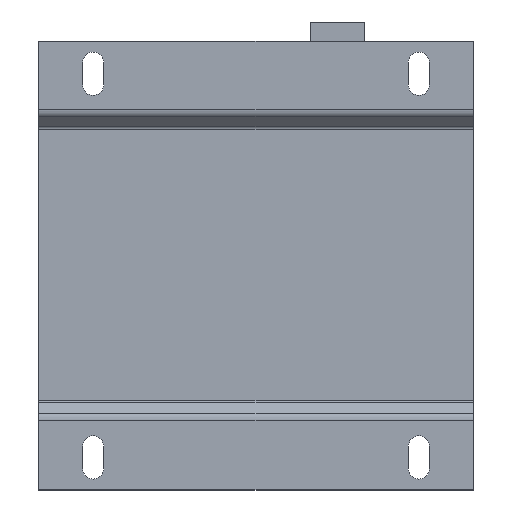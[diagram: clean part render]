
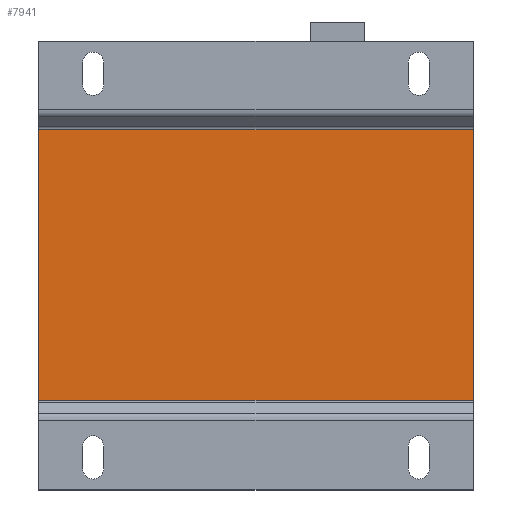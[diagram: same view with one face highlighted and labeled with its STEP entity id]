
A CAD part, front view. The second image highlights one B-rep face of the part: STEP entity #7941.
In plain terms, the highlighted planar face has unit normal (0, -1, 0).
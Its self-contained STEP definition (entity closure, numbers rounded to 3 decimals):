
#222 = DIRECTION ( 'NONE',  ( 0., 0., 1. ) ) ;
#451 = EDGE_LOOP ( 'NONE', ( #2141, #1427, #5228, #4890 ) ) ;
#807 = VERTEX_POINT ( 'NONE', #904 ) ;
#904 = CARTESIAN_POINT ( 'NONE',  ( -60., -51.5, 37.594 ) ) ;
#1427 = ORIENTED_EDGE ( 'NONE', *, *, #5913, .F. ) ;
#1452 = CARTESIAN_POINT ( 'NONE',  ( 0., -51.5, 37.594 ) ) ;
#1948 = VECTOR ( 'NONE', #5635, 1000. ) ;
#1960 = CARTESIAN_POINT ( 'NONE',  ( 60., -51.5, -62. ) ) ;
#2141 = ORIENTED_EDGE ( 'NONE', *, *, #6673, .F. ) ;
#2242 = LINE ( 'NONE', #3113, #1948 ) ;
#2757 = CARTESIAN_POINT ( 'NONE',  ( -60., -51.5, -62. ) ) ;
#2813 = AXIS2_PLACEMENT_3D ( 'NONE', #5902, #7197, #222 ) ;
#3052 = VERTEX_POINT ( 'NONE', #3860 ) ;
#3113 = CARTESIAN_POINT ( 'NONE',  ( 0., -51.5, -37.234 ) ) ;
#3261 = EDGE_CURVE ( 'Defeature ausgef�hrt1_78+Defeature ausgef�hrt1_75+Defeature ausgef�hrt1_56+Defeature ausgef�hrt1_69', #3052, #807, #5128, .T. ) ;
#3528 = CARTESIAN_POINT ( 'NONE',  ( 60., -51.5, 37.594 ) ) ;
#3860 = CARTESIAN_POINT ( 'NONE',  ( -60., -51.5, -37.234 ) ) ;
#4563 = DIRECTION ( 'NONE',  ( -1., 0., 0. ) ) ;
#4890 = ORIENTED_EDGE ( 'NONE', *, *, #3261, .F. ) ;
#5128 = LINE ( 'NONE', #2757, #5409 ) ;
#5228 = ORIENTED_EDGE ( 'NONE', *, *, #8012, .T. ) ;
#5334 = DIRECTION ( 'NONE',  ( 0., 0., 1. ) ) ;
#5409 = VECTOR ( 'NONE', #5334, 1000. ) ;
#5573 = VERTEX_POINT ( 'NONE', #3528 ) ;
#5635 = DIRECTION ( 'NONE',  ( -1., 0., 0. ) ) ;
#5902 = CARTESIAN_POINT ( 'NONE',  ( 0., -51.5, 0. ) ) ;
#5913 = EDGE_CURVE ( 'Defeature ausgef�hrt1_76+Defeature ausgef�hrt1_75+Defeature ausgef�hrt1_70+Defeature ausgef�hrt1_57', #5573, #6490, #6789, .T. ) ;
#6032 = VECTOR ( 'NONE', #4563, 1000. ) ;
#6227 = LINE ( 'NONE', #1452, #6032 ) ;
#6490 = VERTEX_POINT ( 'NONE', #8081 ) ;
#6536 = PLANE ( 'NONE',  #2813 ) ;
#6639 = FACE_OUTER_BOUND ( 'NONE', #451, .T. ) ;
#6673 = EDGE_CURVE ( 'Defeature ausgef�hrt1_55+Defeature ausgef�hrt1_75+Defeature ausgef�hrt1_57+Defeature ausgef�hrt1_56', #6490, #3052, #2242, .T. ) ;
#6789 = LINE ( 'NONE', #1960, #7903 ) ;
#7197 = DIRECTION ( 'NONE',  ( 0., 1., 0. ) ) ;
#7537 = DIRECTION ( 'NONE',  ( 0., 0., -1. ) ) ;
#7903 = VECTOR ( 'NONE', #7537, 1000. ) ;
#7941 = ADVANCED_FACE ( 'Defeature ausgef�hrt1_75', ( #6639 ), #6536, .F. ) ;
#8012 = EDGE_CURVE ( 'Defeature ausgef�hrt1_75+Defeature ausgef�hrt1_68+Defeature ausgef�hrt1_76+Defeature ausgef�hrt1_78', #5573, #807, #6227, .T. ) ;
#8081 = CARTESIAN_POINT ( 'NONE',  ( 60., -51.5, -37.234 ) ) ;
